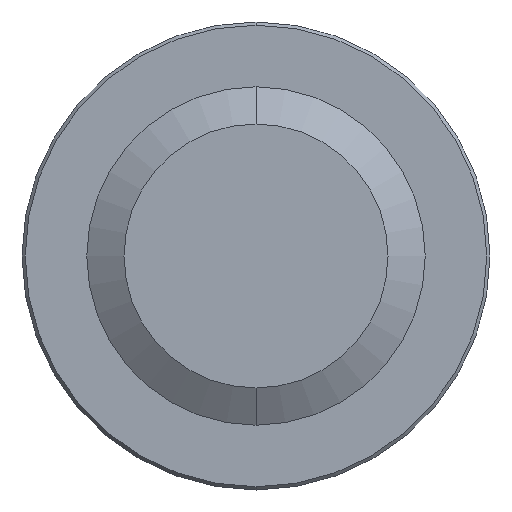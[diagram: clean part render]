
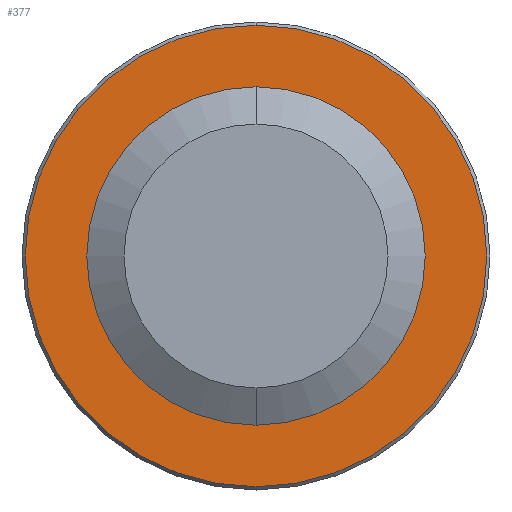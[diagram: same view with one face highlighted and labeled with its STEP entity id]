
A CAD part, front view. The second image highlights one B-rep face of the part: STEP entity #377.
In plain terms, the highlighted planar face has unit normal (0, -1, 0).
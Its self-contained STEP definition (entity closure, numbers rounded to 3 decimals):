
#17 = CIRCLE ( 'NONE', #724, 14.1 ) ;
#34 = AXIS2_PLACEMENT_3D ( 'NONE', #496, #612, #373 ) ;
#53 = DIRECTION ( 'NONE',  ( 0., -1., 0. ) ) ;
#55 = CIRCLE ( 'NONE', #516, 19.23 ) ;
#79 = DIRECTION ( 'NONE',  ( 0., -1., 0. ) ) ;
#93 = CARTESIAN_POINT ( 'NONE',  ( 0., 0., 19.23 ) ) ;
#144 = DIRECTION ( 'NONE',  ( 0., 0., 1. ) ) ;
#161 = ORIENTED_EDGE ( 'NONE', *, *, #239, .F. ) ;
#185 = VERTEX_POINT ( 'NONE', #93 ) ;
#206 = CIRCLE ( 'NONE', #34, 19.23 ) ;
#239 = EDGE_CURVE ( 'NONE', #381, #268, #353, .T. ) ;
#248 = DIRECTION ( 'NONE',  ( 0., 1., 0. ) ) ;
#268 = VERTEX_POINT ( 'NONE', #371 ) ;
#297 = DIRECTION ( 'NONE',  ( 0., 0., 1. ) ) ;
#303 = AXIS2_PLACEMENT_3D ( 'NONE', #543, #53, #422 ) ;
#313 = AXIS2_PLACEMENT_3D ( 'NONE', #526, #766, #701 ) ;
#322 = EDGE_LOOP ( 'NONE', ( #511, #161 ) ) ;
#353 = CIRCLE ( 'NONE', #303, 14.1 ) ;
#371 = CARTESIAN_POINT ( 'NONE',  ( 0., 0., 14.1 ) ) ;
#373 = DIRECTION ( 'NONE',  ( 0., 0., 1. ) ) ;
#377 = ADVANCED_FACE ( 'NONE', ( #417, #453 ), #469, .F. ) ;
#381 = VERTEX_POINT ( 'NONE', #768 ) ;
#417 = FACE_BOUND ( 'NONE', #322, .T. ) ;
#422 = DIRECTION ( 'NONE',  ( 0., 0., 1. ) ) ;
#449 = ORIENTED_EDGE ( 'NONE', *, *, #580, .F. ) ;
#453 = FACE_OUTER_BOUND ( 'NONE', #504, .T. ) ;
#469 = PLANE ( 'NONE',  #313 ) ;
#482 = ORIENTED_EDGE ( 'NONE', *, *, #542, .F. ) ;
#496 = CARTESIAN_POINT ( 'NONE',  ( 0., 0., 0. ) ) ;
#504 = EDGE_LOOP ( 'NONE', ( #449, #482 ) ) ;
#511 = ORIENTED_EDGE ( 'NONE', *, *, #763, .F. ) ;
#516 = AXIS2_PLACEMENT_3D ( 'NONE', #719, #248, #297 ) ;
#526 = CARTESIAN_POINT ( 'NONE',  ( 19.23, 0., 0. ) ) ;
#542 = EDGE_CURVE ( 'NONE', #774, #185, #55, .T. ) ;
#543 = CARTESIAN_POINT ( 'NONE',  ( 0., 0., 0. ) ) ;
#580 = EDGE_CURVE ( 'NONE', #185, #774, #206, .T. ) ;
#612 = DIRECTION ( 'NONE',  ( 0., 1., 0. ) ) ;
#632 = CARTESIAN_POINT ( 'NONE',  ( 0., 0., -19.23 ) ) ;
#640 = CARTESIAN_POINT ( 'NONE',  ( 0., 0., 0. ) ) ;
#701 = DIRECTION ( 'NONE',  ( 0., 0., 1. ) ) ;
#719 = CARTESIAN_POINT ( 'NONE',  ( 0., 0., 0. ) ) ;
#724 = AXIS2_PLACEMENT_3D ( 'NONE', #640, #79, #144 ) ;
#763 = EDGE_CURVE ( 'NONE', #268, #381, #17, .T. ) ;
#766 = DIRECTION ( 'NONE',  ( 0., 1., 0. ) ) ;
#768 = CARTESIAN_POINT ( 'NONE',  ( 0., 0., -14.1 ) ) ;
#774 = VERTEX_POINT ( 'NONE', #632 ) ;
